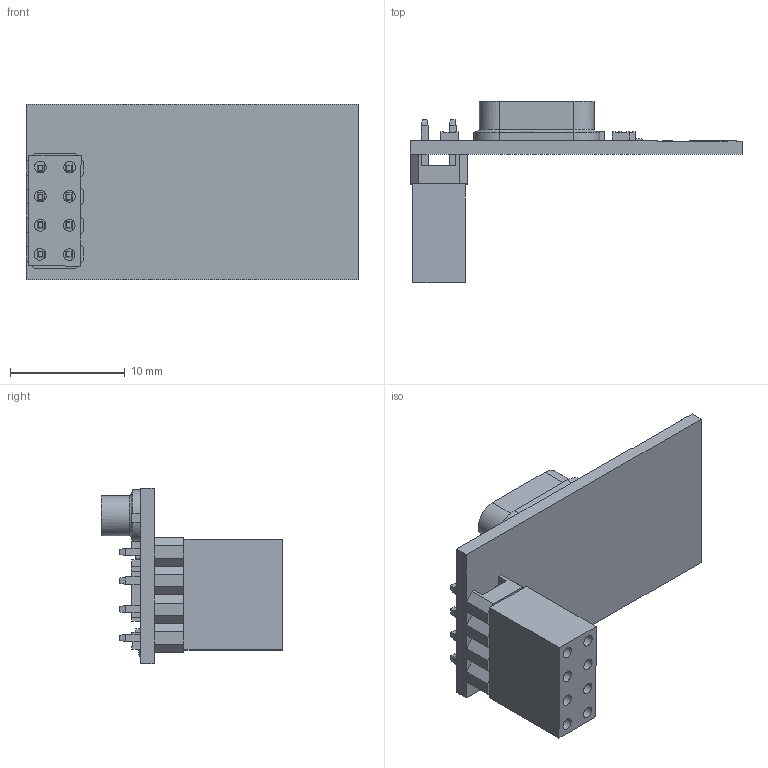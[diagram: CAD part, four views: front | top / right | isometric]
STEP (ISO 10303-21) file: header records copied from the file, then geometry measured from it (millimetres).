
FILE_DESCRIPTION (( 'STEP AP214' ), '1' );
FILE_NAME ('montagem_radio.STEP', '2022-12-15T23:33:52', ( '' ), ( '' ), 'SwSTEP 2.0', 'SolidWorks 2022', '' );
FILE_SCHEMA (( 'AUTOMOTIVE_DESIGN' ));
Length unit declared in the file: millimetre
Products named in the file (3): soquete_radio; montagem_radio; radio
Assembly tree (2 placements, depth 2):
  montagem_radio
    radio
    soquete_radio
Bounding box: 28.95 x 15.8 x 15.3 mm (x, y, z)
Volume: 1100.1 mm3; surface area: 1976 mm2
Topology: 2 solids, 2 shells, 473 faces, 1206 edges, 774 vertices
Faces by surface type: plane 414, cylinder 55, bspline 4
Entity records: 17838 total; most frequent: CARTESIAN_POINT 2722, ORIENTED_EDGE 2412, DIRECTION 2200, EDGE_CURVE 1206, LINE 1104, VECTOR 1104, VERTEX_POINT 774, AXIS2_PLACEMENT_3D 548
